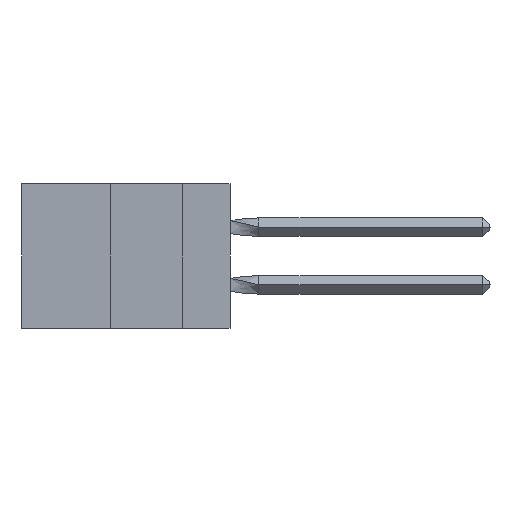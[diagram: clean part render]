
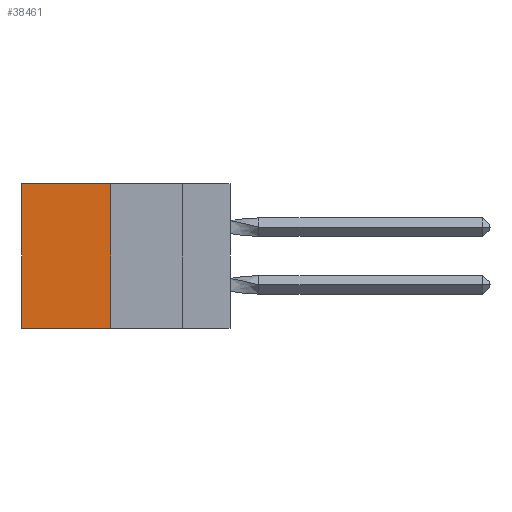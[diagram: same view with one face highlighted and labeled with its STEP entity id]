
A CAD part, left-side view. The second image highlights one B-rep face of the part: STEP entity #38461.
In plain terms, the highlighted planar face has unit normal (-1, 0, 0).
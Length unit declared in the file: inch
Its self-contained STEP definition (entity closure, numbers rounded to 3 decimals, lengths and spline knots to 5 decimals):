
#1282 = EDGE_CURVE ( 'NONE', #37436, #1680, #32453, .T. ) ;
#1680 = VERTEX_POINT ( 'NONE', #12751 ) ;
#2343 = CARTESIAN_POINT ( 'NONE',  ( 0.305, 0.413, -0.5 ) ) ;
#2724 = DIRECTION ( 'NONE',  ( 1., 0., 0. ) ) ;
#3866 = VECTOR ( 'NONE', #37949, 39.37008 ) ;
#5222 = ORIENTED_EDGE ( 'NONE', *, *, #19388, .T. ) ;
#6291 = DIRECTION ( 'NONE',  ( 0., 1., 0. ) ) ;
#6588 = AXIS2_PLACEMENT_3D ( 'NONE', #2343, #2724, #23434 ) ;
#7613 = ORIENTED_EDGE ( 'NONE', *, *, #1282, .F. ) ;
#7824 = CARTESIAN_POINT ( 'NONE',  ( 0.305, 0.72, -0.5 ) ) ;
#8049 = CARTESIAN_POINT ( 'NONE',  ( 0.305, 0.72, 0. ) ) ;
#8997 = CARTESIAN_POINT ( 'NONE',  ( 0.305, 0.413, -0.5 ) ) ;
#9519 = VECTOR ( 'NONE', #10779, 39.37008 ) ;
#10779 = DIRECTION ( 'NONE',  ( 0., 0., -1. ) ) ;
#12751 = CARTESIAN_POINT ( 'NONE',  ( 0.305, 0.72, -0.5 ) ) ;
#12936 = CARTESIAN_POINT ( 'NONE',  ( 0.305, 0.413, -0.5 ) ) ;
#15933 = DIRECTION ( 'NONE',  ( 0., 1., 0. ) ) ;
#17471 = PLANE ( 'NONE',  #6588 ) ;
#17900 = EDGE_CURVE ( 'NONE', #35882, #1680, #22090, .T. ) ;
#19388 = EDGE_CURVE ( 'NONE', #20924, #35882, #34982, .T. ) ;
#20924 = VERTEX_POINT ( 'NONE', #38017 ) ;
#22090 = LINE ( 'NONE', #7824, #9519 ) ;
#23116 = ORIENTED_EDGE ( 'NONE', *, *, #32358, .F. ) ;
#23263 = VECTOR ( 'NONE', #6291, 39.37008 ) ;
#23434 = DIRECTION ( 'NONE',  ( 0., 0., -1. ) ) ;
#24546 = VECTOR ( 'NONE', #15933, 39.37008 ) ;
#27346 = FACE_OUTER_BOUND ( 'NONE', #29063, .T. ) ;
#27647 = ORIENTED_EDGE ( 'NONE', *, *, #17900, .T. ) ;
#29063 = EDGE_LOOP ( 'NONE', ( #27647, #7613, #23116, #5222 ) ) ;
#32358 = EDGE_CURVE ( 'NONE', #20924, #37436, #37342, .T. ) ;
#32453 = LINE ( 'NONE', #12936, #24546 ) ;
#34224 = CARTESIAN_POINT ( 'NONE',  ( 0.305, 0.413, 0. ) ) ;
#34856 = CARTESIAN_POINT ( 'NONE',  ( 0.305, 0.413, -0.5 ) ) ;
#34982 = LINE ( 'NONE', #34224, #23263 ) ;
#35882 = VERTEX_POINT ( 'NONE', #8049 ) ;
#37342 = LINE ( 'NONE', #34856, #3866 ) ;
#37436 = VERTEX_POINT ( 'NONE', #8997 ) ;
#37949 = DIRECTION ( 'NONE',  ( 0., 0., -1. ) ) ;
#38017 = CARTESIAN_POINT ( 'NONE',  ( 0.305, 0.413, 0. ) ) ;
#38461 = ADVANCED_FACE ( 'NONE', ( #27346 ), #17471, .F. ) ;
